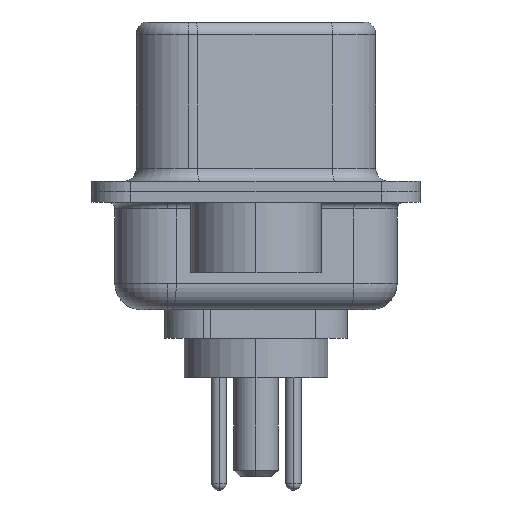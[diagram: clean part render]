
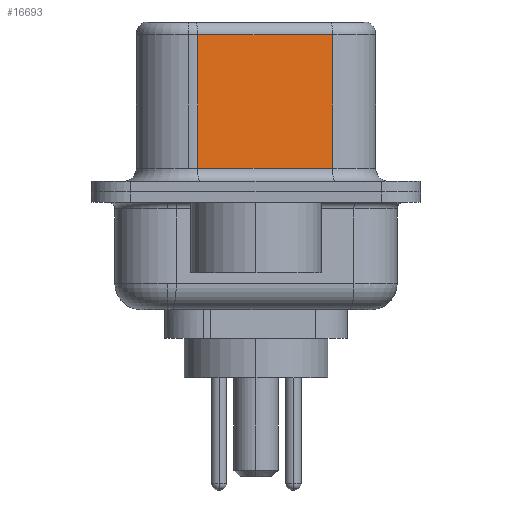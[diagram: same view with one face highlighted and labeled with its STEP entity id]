
A CAD part, left-side view. The second image highlights one B-rep face of the part: STEP entity #16693.
In plain terms, the highlighted planar face has unit normal (-0.985, -0.174, 0).
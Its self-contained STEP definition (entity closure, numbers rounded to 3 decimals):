
#157 = EDGE_CURVE ( 'NONE', #15479, #17541, #7730, .T. ) ;
#448 = EDGE_LOOP ( 'NONE', ( #7336, #8645, #7892, #7801 ) ) ;
#853 = VERTEX_POINT ( 'NONE', #10129 ) ;
#2076 = DIRECTION ( 'NONE',  ( 0.174, -0.985, 0. ) ) ;
#2613 = CARTESIAN_POINT ( 'NONE',  ( 3.655, 2.233, 6.52 ) ) ;
#2668 = AXIS2_PLACEMENT_3D ( 'NONE', #7556, #4760, #14658 ) ;
#3048 = VERTEX_POINT ( 'NONE', #5399 ) ;
#3162 = DIRECTION ( 'NONE',  ( 0., 0., -1. ) ) ;
#3330 = EDGE_CURVE ( 'NONE', #17541, #3048, #7671, .T. ) ;
#3499 = CARTESIAN_POINT ( 'NONE',  ( 4.565, -2.927, 6.02 ) ) ;
#4760 = DIRECTION ( 'NONE',  ( 0.985, 0.174, 0. ) ) ;
#5399 = CARTESIAN_POINT ( 'NONE',  ( 3.655, 2.233, 0.9 ) ) ;
#5772 = CARTESIAN_POINT ( 'NONE',  ( 3.655, 2.233, 6.02 ) ) ;
#7336 = ORIENTED_EDGE ( 'NONE', *, *, #17816, .F. ) ;
#7556 = CARTESIAN_POINT ( 'NONE',  ( 4.565, -2.927, 6.52 ) ) ;
#7671 = LINE ( 'NONE', #2613, #10989 ) ;
#7730 = LINE ( 'NONE', #3499, #14809 ) ;
#7801 = ORIENTED_EDGE ( 'NONE', *, *, #18118, .T. ) ;
#7892 = ORIENTED_EDGE ( 'NONE', *, *, #3330, .T. ) ;
#8284 = DIRECTION ( 'NONE',  ( -0.174, 0.985, 0. ) ) ;
#8645 = ORIENTED_EDGE ( 'NONE', *, *, #157, .T. ) ;
#9374 = LINE ( 'NONE', #13136, #16864 ) ;
#10129 = CARTESIAN_POINT ( 'NONE',  ( 4.565, -2.927, 0.9 ) ) ;
#10380 = PLANE ( 'NONE',  #2668 ) ;
#10581 = CARTESIAN_POINT ( 'NONE',  ( 4.565, -2.927, 6.02 ) ) ;
#10852 = DIRECTION ( 'NONE',  ( 0., 0., -1. ) ) ;
#10922 = VECTOR ( 'NONE', #2076, 1000. ) ;
#10989 = VECTOR ( 'NONE', #10852, 1000. ) ;
#13136 = CARTESIAN_POINT ( 'NONE',  ( 4.565, -2.927, 6.52 ) ) ;
#14658 = DIRECTION ( 'NONE',  ( -0.174, 0.985, 0. ) ) ;
#14809 = VECTOR ( 'NONE', #8284, 1000. ) ;
#15093 = LINE ( 'NONE', #17603, #10922 ) ;
#15479 = VERTEX_POINT ( 'NONE', #10581 ) ;
#16693 = ADVANCED_FACE ( 'NONE', ( #18196 ), #10380, .F. ) ;
#16864 = VECTOR ( 'NONE', #3162, 1000. ) ;
#17541 = VERTEX_POINT ( 'NONE', #5772 ) ;
#17603 = CARTESIAN_POINT ( 'NONE',  ( 4.565, -2.927, 0.9 ) ) ;
#17816 = EDGE_CURVE ( 'NONE', #15479, #853, #9374, .T. ) ;
#18118 = EDGE_CURVE ( 'NONE', #3048, #853, #15093, .T. ) ;
#18196 = FACE_OUTER_BOUND ( 'NONE', #448, .T. ) ;
